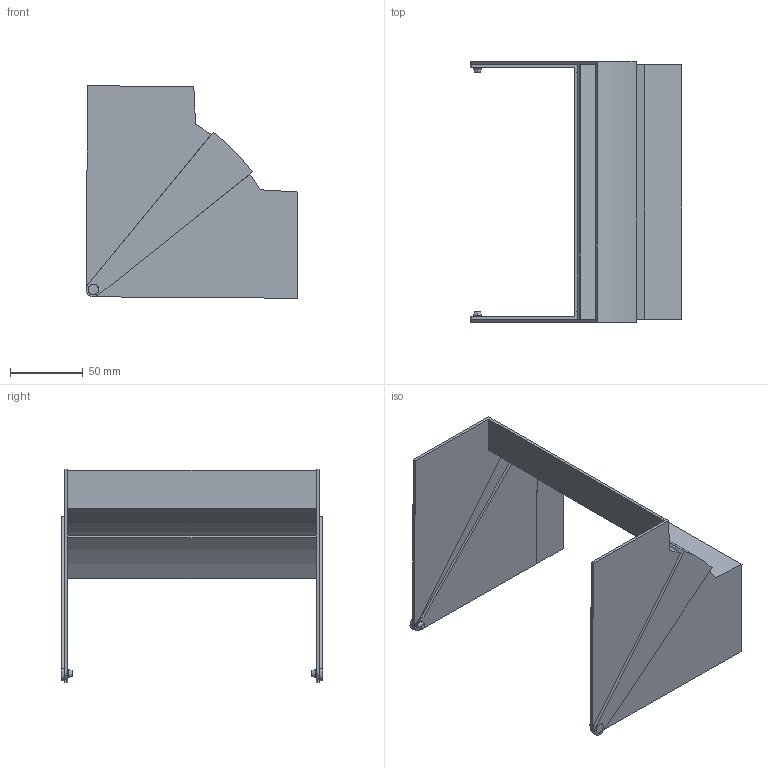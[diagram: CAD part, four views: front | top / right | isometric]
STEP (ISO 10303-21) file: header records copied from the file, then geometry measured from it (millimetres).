
FILE_DESCRIPTION (( 'STEP AP214' ), '1' );
FILE_NAME ('6274641.stp', '2016-05-10T10:57:01', ( '' ), ( '' ), 'SwSTEP 2.0', 'SolidWorks 2014', '' );
FILE_SCHEMA (( 'AUTOMOTIVE_DESIGN' ));
Length unit declared in the file: millimetre
Products named in the file (4): 004319_Standard; 6274641; 034959_Standard; 004320_Standard
Assembly tree (4 placements, depth 2):
  6274641
    004319_Standard
    004320_Standard
    034959_Standard  x2
Bounding box: 145.47 x 179.4 x 146.01 mm (x, y, z)
Volume: 131675.5 mm3; surface area: 130323.4 mm2
Topology: 4 solids, 4 shells, 94 faces, 230 edges, 150 vertices
Faces by surface type: plane 51, cylinder 35, cone 8
Entity records: 3099 total; most frequent: DIRECTION 444, CARTESIAN_POINT 425, ORIENTED_EDGE 408, EDGE_CURVE 204, AXIS2_PLACEMENT_3D 153, LINE 138, VECTOR 138, VERTEX_POINT 134
